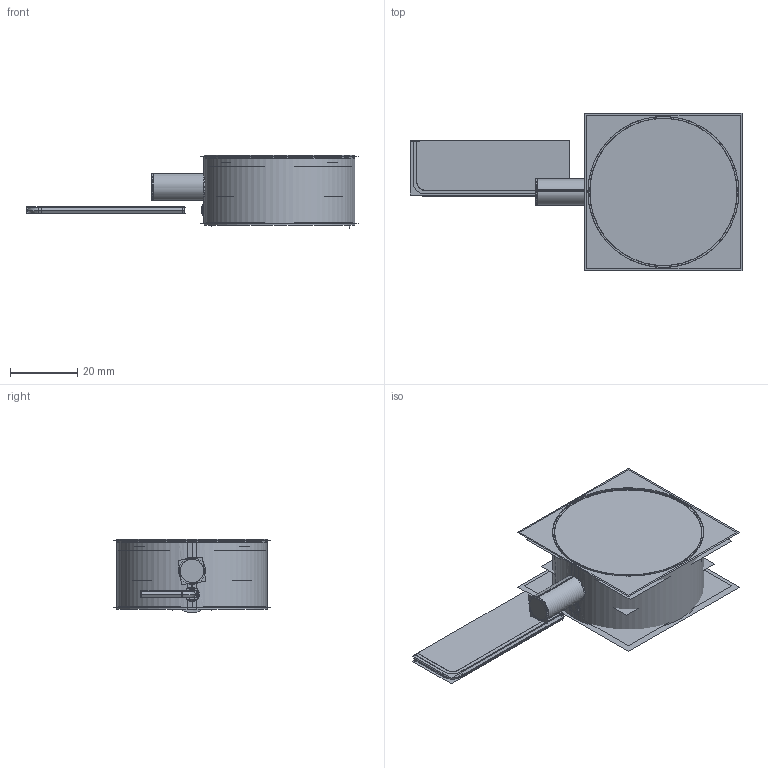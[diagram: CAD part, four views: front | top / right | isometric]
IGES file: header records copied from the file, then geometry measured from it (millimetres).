
Start section:  PTC IGES file: KLTHLVSC.igs
Global section: file name: KLTHLVSC.igs; native system: Pro/ENGINEER by Parametric Technology Corporation; preprocessor: 2009360; author: user33; organization: Unknown; date: 20200111.161622; units: millimetre
Bounding box: 98.89 x 46.83 x 21.86 mm (x, y, z)
Volume: 11322.6 mm3; surface area: 141449.6 mm2
Topology: 4 solids, 10 shells, 518 faces, 2556 edges, 3220 vertices
Faces by surface type: bspline 264, revolution 254
